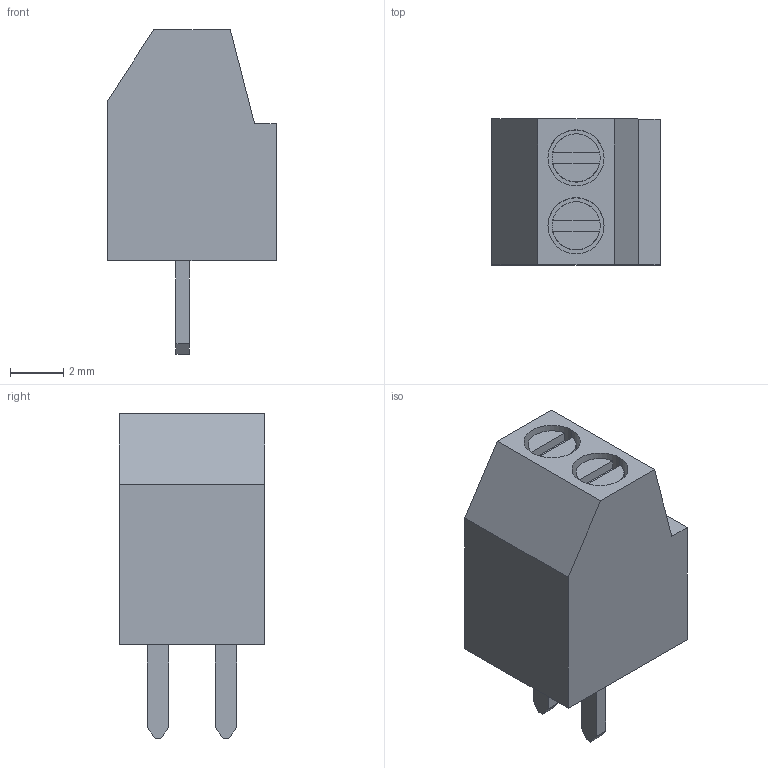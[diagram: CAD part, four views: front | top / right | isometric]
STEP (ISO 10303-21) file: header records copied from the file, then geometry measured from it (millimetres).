
FILE_DESCRIPTION (( 'STEP AP214' ), '1' );
FILE_NAME ('Part11.STEP', '2021-01-02T07:23:13', ( '' ), ( '' ), 'SwSTEP 2.0', 'SolidWorks 2020', '' );
FILE_SCHEMA (( 'AUTOMOTIVE_DESIGN' ));
Length unit declared in the file: millimetre
Products named in the file (1): Part11
Bounding box: 6.3 x 5.46 x 12.15 mm (x, y, z)
Volume: 224.9 mm3; surface area: 426.4 mm2
Topology: 1 solids, 1 shells, 71 faces, 169 edges, 110 vertices
Faces by surface type: plane 63, cylinder 8
Entity records: 2509 total; most frequent: CARTESIAN_POINT 387, ORIENTED_EDGE 338, DIRECTION 325, EDGE_CURVE 169, VECTOR 133, LINE 133, VERTEX_POINT 110, AXIS2_PLACEMENT_3D 96
